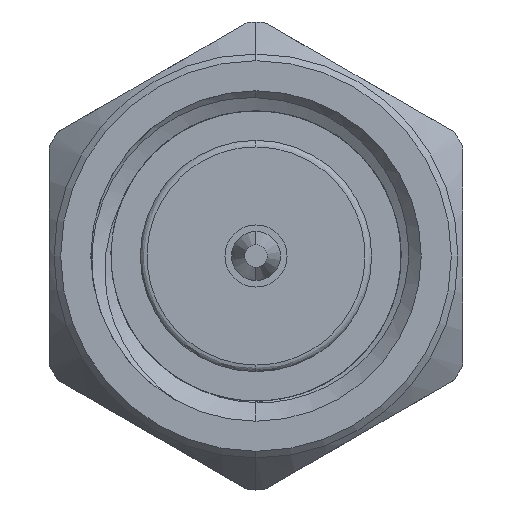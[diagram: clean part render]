
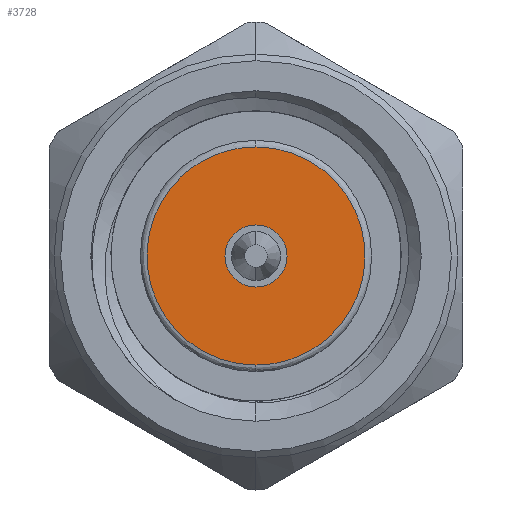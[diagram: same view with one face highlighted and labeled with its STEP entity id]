
A CAD part, left-side view. The second image highlights one B-rep face of the part: STEP entity #3728.
In plain terms, the highlighted planar face has unit normal (-1, 0, 0).
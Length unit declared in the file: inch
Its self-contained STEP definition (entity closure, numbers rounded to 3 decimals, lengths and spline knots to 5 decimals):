
#68 = CARTESIAN_POINT ( 'NONE',  ( 0.11, 0., -0.0825 ) ) ;
#167 = CARTESIAN_POINT ( 'NONE',  ( 0.11, 0.165, -0.0825 ) ) ;
#721 = AXIS2_PLACEMENT_3D ( 'NONE', #2682, #1740, #3579 ) ;
#766 = FACE_BOUND ( 'NONE', #865, .T. ) ;
#865 = EDGE_LOOP ( 'NONE', ( #5523, #2007 ) ) ;
#1184 = ORIENTED_EDGE ( 'NONE', *, *, #4390, .F. ) ;
#1468 = CARTESIAN_POINT ( 'NONE',  ( 0.11, 0., 0.0825 ) ) ;
#1484 = CARTESIAN_POINT ( 'NONE',  ( 0.11, 0., 0. ) ) ;
#1540 =( BOUNDED_CURVE ( )  B_SPLINE_CURVE ( 3, ( #3892, #6320, #2338, #5802 ),
 .UNSPECIFIED., .F., .F. ) 
 B_SPLINE_CURVE_WITH_KNOTS ( ( 4, 4 ),
 ( 0., 1. ),
 .UNSPECIFIED. ) 
 CURVE ( )  GEOMETRIC_REPRESENTATION_ITEM ( )  RATIONAL_B_SPLINE_CURVE ( ( 1., 0.333, 0.333, 1. ) ) 
 REPRESENTATION_ITEM ( '' )  );
#1740 = DIRECTION ( 'NONE',  ( -1., 0., 0. ) ) ;
#2007 = ORIENTED_EDGE ( 'NONE', *, *, #6082, .F. ) ;
#2131 = CARTESIAN_POINT ( 'NONE',  ( 0.11, 0.165, 0.0825 ) ) ;
#2338 = CARTESIAN_POINT ( 'NONE',  ( 0.11, -0.165, -0.0825 ) ) ;
#2457 = CIRCLE ( 'NONE', #721, 0.0235 ) ;
#2671 = AXIS2_PLACEMENT_3D ( 'NONE', #1484, #2934, #3351 ) ;
#2682 = CARTESIAN_POINT ( 'NONE',  ( 0.11, 0., 0. ) ) ;
#2934 = DIRECTION ( 'NONE',  ( -1., 0., 0. ) ) ;
#3064 = AXIS2_PLACEMENT_3D ( 'NONE', #5686, #3151, #6105 ) ;
#3151 = DIRECTION ( 'NONE',  ( 1., 0., 0. ) ) ;
#3351 = DIRECTION ( 'NONE',  ( 0., 0., -1. ) ) ;
#3443 = VERTEX_POINT ( 'NONE', #3791 ) ;
#3579 = DIRECTION ( 'NONE',  ( 0., 0., -1. ) ) ;
#3728 = ADVANCED_FACE ( 'NONE', ( #766, #4155 ), #4220, .F. ) ;
#3791 = CARTESIAN_POINT ( 'NONE',  ( 0.11, 0., 0.0235 ) ) ;
#3858 = EDGE_CURVE ( 'NONE', #4914, #5944, #1540, .T. ) ;
#3892 = CARTESIAN_POINT ( 'NONE',  ( 0.11, 0., 0.0825 ) ) ;
#4103 = CARTESIAN_POINT ( 'NONE',  ( 0.11, 0., 0.0825 ) ) ;
#4155 = FACE_OUTER_BOUND ( 'NONE', #5319, .T. ) ;
#4220 = PLANE ( 'NONE',  #3064 ) ;
#4390 = EDGE_CURVE ( 'NONE', #5944, #4914, #4455, .T. ) ;
#4455 =( BOUNDED_CURVE ( )  B_SPLINE_CURVE ( 3, ( #5502, #167, #2131, #4103 ),
 .UNSPECIFIED., .F., .F. ) 
 B_SPLINE_CURVE_WITH_KNOTS ( ( 4, 4 ),
 ( 0., 1. ),
 .UNSPECIFIED. ) 
 CURVE ( )  GEOMETRIC_REPRESENTATION_ITEM ( )  RATIONAL_B_SPLINE_CURVE ( ( 1., 0.333, 0.333, 1. ) ) 
 REPRESENTATION_ITEM ( '' )  );
#4504 = ORIENTED_EDGE ( 'NONE', *, *, #3858, .F. ) ;
#4914 = VERTEX_POINT ( 'NONE', #1468 ) ;
#5035 = CARTESIAN_POINT ( 'NONE',  ( 0.11, 0., -0.0235 ) ) ;
#5136 = CIRCLE ( 'NONE', #2671, 0.0235 ) ;
#5319 = EDGE_LOOP ( 'NONE', ( #1184, #4504 ) ) ;
#5502 = CARTESIAN_POINT ( 'NONE',  ( 0.11, 0., -0.0825 ) ) ;
#5523 = ORIENTED_EDGE ( 'NONE', *, *, #5961, .F. ) ;
#5588 = VERTEX_POINT ( 'NONE', #5035 ) ;
#5686 = CARTESIAN_POINT ( 'NONE',  ( 0.11, 0., 0. ) ) ;
#5802 = CARTESIAN_POINT ( 'NONE',  ( 0.11, 0., -0.0825 ) ) ;
#5944 = VERTEX_POINT ( 'NONE', #68 ) ;
#5961 = EDGE_CURVE ( 'NONE', #5588, #3443, #5136, .T. ) ;
#6082 = EDGE_CURVE ( 'NONE', #3443, #5588, #2457, .T. ) ;
#6105 = DIRECTION ( 'NONE',  ( 0., 1., 0. ) ) ;
#6320 = CARTESIAN_POINT ( 'NONE',  ( 0.11, -0.165, 0.0825 ) ) ;
